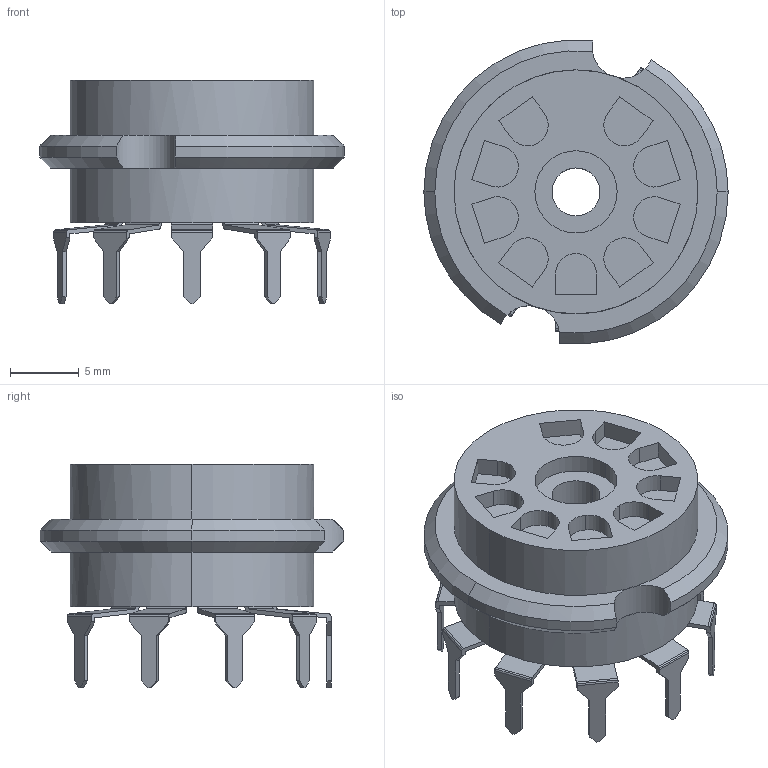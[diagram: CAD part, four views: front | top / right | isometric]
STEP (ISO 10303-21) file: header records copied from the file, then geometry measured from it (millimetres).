
FILE_DESCRIPTION((''),'2;1');
FILE_NAME('E88CC_SOCKET.stp','2009-08-13T13:04:46',(''),(''),'Mechanical Desktop 2006','Mechanical Desktop 2006',', , ');
FILE_SCHEMA(('AUTOMOTIVE_DESIGN { 1 2 10303 214 0 1 1 1 }'));
Length unit declared in the file: millimetre
Products named in the file (1): Product
Bounding box: 22.2 x 22.16 x 16.3 mm (x, y, z)
Volume: 2681.6 mm3; surface area: 1965.5 mm2
Topology: 10 solids, 10 shells, 267 faces, 699 edges, 462 vertices
Faces by surface type: plane 173, cylinder 86, cone 8
Entity records: 8284 total; most frequent: CARTESIAN_POINT 1469, DIRECTION 1423, ORIENTED_EDGE 1398, EDGE_CURVE 699, VECTOR 495, LINE 495, AXIS2_PLACEMENT_3D 464, VERTEX_POINT 462
